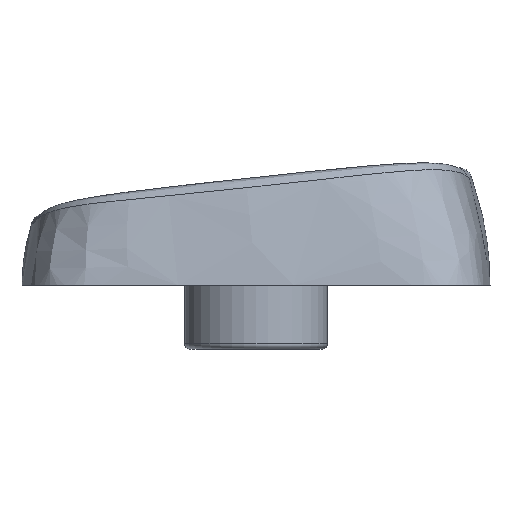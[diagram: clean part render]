
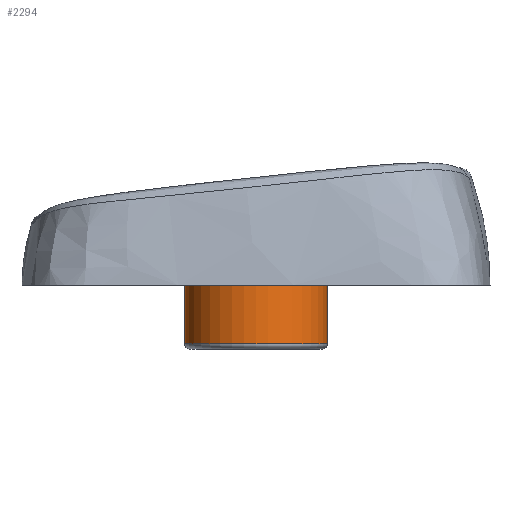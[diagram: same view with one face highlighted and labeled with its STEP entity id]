
A CAD part, left-side view. The second image highlights one B-rep face of the part: STEP entity #2294.
In plain terms, the highlighted cylindrical face has radius 2.75 mm (diameter 5.5 mm), a full revolution.
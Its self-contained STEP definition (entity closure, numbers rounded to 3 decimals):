
#166=CYLINDRICAL_SURFACE('',#2469,2.75);
#236=LINE('',#3300,#395);
#395=VECTOR('',#2713,2.75);
#588=FACE_OUTER_BOUND('',#709,.T.);
#709=EDGE_LOOP('',(#1566,#1567,#1568,#1569,#1570));
#835=CIRCLE('',#2462,2.75);
#836=CIRCLE('',#2463,2.75);
#841=CIRCLE('',#2470,2.75);
#914=VERTEX_POINT('',#3260);
#915=VERTEX_POINT('',#3262);
#932=VERTEX_POINT('',#3299);
#1175=EDGE_CURVE('',#914,#915,#835,.T.);
#1176=EDGE_CURVE('',#915,#914,#836,.T.);
#1193=EDGE_CURVE('',#915,#932,#236,.T.);
#1194=EDGE_CURVE('',#932,#932,#841,.T.);
#1566=ORIENTED_EDGE('',*,*,#1176,.F.);
#1567=ORIENTED_EDGE('',*,*,#1193,.T.);
#1568=ORIENTED_EDGE('',*,*,#1194,.F.);
#1569=ORIENTED_EDGE('',*,*,#1193,.F.);
#1570=ORIENTED_EDGE('',*,*,#1175,.F.);
#2294=ADVANCED_FACE('',(#588),#166,.T.);
#2462=AXIS2_PLACEMENT_3D('',#3263,#2685,#2686);
#2463=AXIS2_PLACEMENT_3D('',#3264,#2687,#2688);
#2469=AXIS2_PLACEMENT_3D('',#3298,#2711,#2712);
#2470=AXIS2_PLACEMENT_3D('',#3301,#2714,#2715);
#2685=DIRECTION('center_axis',(0.,0.,-1.));
#2686=DIRECTION('ref_axis',(1.,0.,0.));
#2687=DIRECTION('center_axis',(0.,0.,-1.));
#2688=DIRECTION('ref_axis',(1.,0.,0.));
#2711=DIRECTION('center_axis',(0.,0.,-1.));
#2712=DIRECTION('ref_axis',(1.,0.,0.));
#2713=DIRECTION('',(0.,0.,1.));
#2714=DIRECTION('center_axis',(0.,0.,1.));
#2715=DIRECTION('ref_axis',(1.,0.,0.));
#3260=CARTESIAN_POINT('',(-9.25,0.,-3.1));
#3262=CARTESIAN_POINT('',(-14.75,0.,-3.1));
#3263=CARTESIAN_POINT('Origin',(-12.,0.,-3.1));
#3264=CARTESIAN_POINT('Origin',(-12.,0.,-3.1));
#3298=CARTESIAN_POINT('Origin',(-12.,0.,0.));
#3299=CARTESIAN_POINT('',(-14.75,0.,-0.25));
#3300=CARTESIAN_POINT('',(-14.75,0.,0.));
#3301=CARTESIAN_POINT('Origin',(-12.,0.,-0.25));
